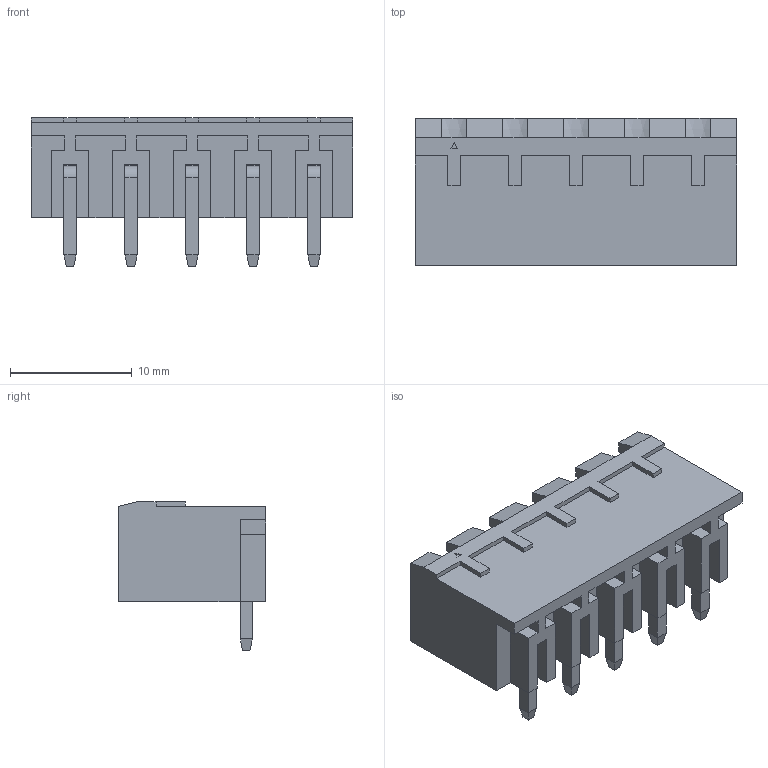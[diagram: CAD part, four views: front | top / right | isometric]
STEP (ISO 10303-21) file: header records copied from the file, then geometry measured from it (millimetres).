
FILE_DESCRIPTION (( 'STEP AP214' ), '1' );
FILE_NAME ('2EDGRC-5.0-05P-14-00AH.STEP', '2021-02-12T20:43:26', ( '' ), ( '' ), 'SwSTEP 2.0', 'SolidWorks 2020', '' );
FILE_SCHEMA (( 'AUTOMOTIVE_DESIGN' ));
Length unit declared in the file: millimetre
Products named in the file (1): 2EDGRC-5.0-05P-14-00AH
Bounding box: 26.4 x 12.1 x 12.2 mm (x, y, z)
Volume: 1138.1 mm3; surface area: 2353.6 mm2
Topology: 1 solids, 1 shells, 597 faces, 1599 edges, 1036 vertices
Faces by surface type: plane 419, bspline 148, cone 15, cylinder 15
Entity records: 30023 total; most frequent: CARTESIAN_POINT 11959, ORIENTED_EDGE 3198, DIRECTION 2298, EDGE_CURVE 1599, VECTOR 1228, LINE 1228, VERTEX_POINT 1036, EDGE_LOOP 629
